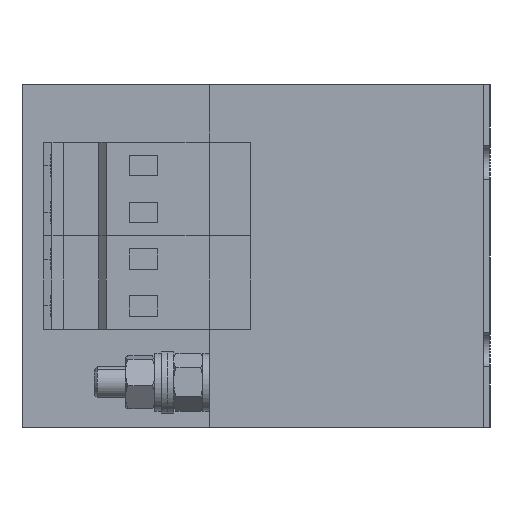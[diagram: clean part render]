
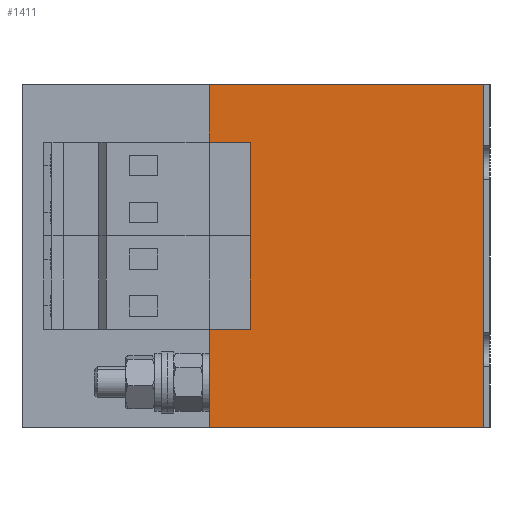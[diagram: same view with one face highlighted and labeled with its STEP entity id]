
A CAD part, left-side view. The second image highlights one B-rep face of the part: STEP entity #1411.
In plain terms, the highlighted planar face has unit normal (-1, 0, 0).
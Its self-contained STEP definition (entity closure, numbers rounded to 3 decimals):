
#93 = EDGE_CURVE ( 'Defeature ausgef�hrt1_1+Defeature ausgef�hrt1_13+Defeature ausgef�hrt1_22+Defeature ausgef�hrt1_57', #2806, #521, #1855, .T. ) ;
#98 = CARTESIAN_POINT ( 'NONE',  ( -110., 0., -27. ) ) ;
#255 = DIRECTION ( 'NONE',  ( 0., 1., 0. ) ) ;
#401 = ORIENTED_EDGE ( 'NONE', *, *, #93, .F. ) ;
#521 = VERTEX_POINT ( 'NONE', #2853 ) ;
#656 = DIRECTION ( 'NONE',  ( 0., 0., 1. ) ) ;
#682 = EDGE_CURVE ( 'Defeature ausgef�hrt1_13+Defeature ausgef�hrt1_5+Defeature ausgef�hrt1_6+Defeature ausgef�hrt1_5', #3175, #6785, #5261, .T. ) ;
#743 = EDGE_CURVE ( 'Defeature ausgef�hrt1_13+Defeature ausgef�hrt1_6+Defeature ausgef�hrt1_6+Defeature ausgef�hrt1_5', #5443, #3175, #5660, .T. ) ;
#941 = VERTEX_POINT ( 'NONE', #6362 ) ;
#1026 = CARTESIAN_POINT ( 'NONE',  ( -110., 37.386, -27. ) ) ;
#1135 = ORIENTED_EDGE ( 'NONE', *, *, #743, .T. ) ;
#1192 = LINE ( 'NONE', #7183, #4415 ) ;
#1318 = CARTESIAN_POINT ( 'NONE',  ( -110., 37.386, -11.25 ) ) ;
#1355 = DIRECTION ( 'NONE',  ( 0., -1., 0. ) ) ;
#1372 = EDGE_CURVE ( 'Defeature ausgef�hrt1_13+Defeature ausgef�hrt1_5+Defeature ausgef�hrt1_5+Defeature ausgef�hrt1_1', #6785, #521, #6781, .T. ) ;
#1402 = LINE ( 'NONE', #4937, #6348 ) ;
#1411 = ADVANCED_FACE ( 'Defeature ausgef�hrt1_13', ( #7190 ), #5181, .T. ) ;
#1595 = AXIS2_PLACEMENT_3D ( 'NONE', #8330, #8388, #656 ) ;
#1770 = CARTESIAN_POINT ( 'NONE',  ( -110., 44., -27. ) ) ;
#1797 = CARTESIAN_POINT ( 'NONE',  ( -110., 37.386, 3.75 ) ) ;
#1855 = LINE ( 'NONE', #1770, #5368 ) ;
#1889 = DIRECTION ( 'NONE',  ( 0., 1., 0. ) ) ;
#1906 = LINE ( 'NONE', #7378, #5317 ) ;
#2249 = VECTOR ( 'NONE', #8163, 1000. ) ;
#2368 = ORIENTED_EDGE ( 'NONE', *, *, #682, .T. ) ;
#2383 = VECTOR ( 'NONE', #4446, 1000. ) ;
#2489 = VECTOR ( 'NONE', #255, 1000. ) ;
#2526 = CARTESIAN_POINT ( 'NONE',  ( -110., 0., -27. ) ) ;
#2605 = EDGE_CURVE ( 'Defeature ausgef�hrt1_13+Defeature ausgef�hrt1_22+Defeature ausgef�hrt1_1+Defeature ausgef�hrt1_12', #2806, #5942, #1906, .T. ) ;
#2806 = VERTEX_POINT ( 'NONE', #3319 ) ;
#2853 = CARTESIAN_POINT ( 'NONE',  ( -110., 44., -11.25 ) ) ;
#3130 = ORIENTED_EDGE ( 'NONE', *, *, #3148, .F. ) ;
#3148 = EDGE_CURVE ( 'Defeature ausgef�hrt1_14+Defeature ausgef�hrt1_13+Defeature ausgef�hrt1_46+Defeature ausgef�hrt1_23', #5405, #941, #1402, .T. ) ;
#3175 = VERTEX_POINT ( 'NONE', #1797 ) ;
#3315 = EDGE_CURVE ( 'Defeature ausgef�hrt1_13+Defeature ausgef�hrt1_12+Defeature ausgef�hrt1_22+Defeature ausgef�hrt1_23', #5942, #6214, #8160, .T. ) ;
#3319 = CARTESIAN_POINT ( 'NONE',  ( -110., 44., -27. ) ) ;
#3325 = ORIENTED_EDGE ( 'NONE', *, *, #3315, .T. ) ;
#3654 = DIRECTION ( 'NONE',  ( 0., 0., 1. ) ) ;
#3805 = EDGE_CURVE ( 'Defeature ausgef�hrt1_6+Defeature ausgef�hrt1_13+Defeature ausgef�hrt1_13+Defeature ausgef�hrt1_45', #5443, #5405, #3897, .T. ) ;
#3897 = LINE ( 'NONE', #5315, #2489 ) ;
#4415 = VECTOR ( 'NONE', #1355, 1000. ) ;
#4446 = DIRECTION ( 'NONE',  ( 0., 0., 1. ) ) ;
#4680 = CARTESIAN_POINT ( 'NONE',  ( -110., 44., 18.75 ) ) ;
#4683 = ORIENTED_EDGE ( 'NONE', *, *, #2605, .T. ) ;
#4730 = ORIENTED_EDGE ( 'NONE', *, *, #1372, .T. ) ;
#4851 = DIRECTION ( 'NONE',  ( 0., -1., 0. ) ) ;
#4937 = CARTESIAN_POINT ( 'NONE',  ( -110., 44., -27. ) ) ;
#5142 = VECTOR ( 'NONE', #1889, 1000. ) ;
#5181 = PLANE ( 'NONE',  #1595 ) ;
#5209 = EDGE_LOOP ( 'NONE', ( #6642, #1135, #2368, #4730, #401, #4683, #3325, #7521, #3130 ) ) ;
#5261 = LINE ( 'NONE', #1026, #2249 ) ;
#5315 = CARTESIAN_POINT ( 'NONE',  ( -110., 44., 18.75 ) ) ;
#5317 = VECTOR ( 'NONE', #4851, 1000. ) ;
#5368 = VECTOR ( 'NONE', #8178, 1000. ) ;
#5404 = DIRECTION ( 'NONE',  ( 0., 0., -1. ) ) ;
#5405 = VERTEX_POINT ( 'NONE', #4680 ) ;
#5443 = VERTEX_POINT ( 'NONE', #5866 ) ;
#5660 = LINE ( 'NONE', #5728, #6286 ) ;
#5728 = CARTESIAN_POINT ( 'NONE',  ( -110., 37.386, -27. ) ) ;
#5866 = CARTESIAN_POINT ( 'NONE',  ( -110., 37.386, 18.75 ) ) ;
#5942 = VERTEX_POINT ( 'NONE', #98 ) ;
#6214 = VERTEX_POINT ( 'NONE', #7353 ) ;
#6286 = VECTOR ( 'NONE', #5404, 1000. ) ;
#6319 = EDGE_CURVE ( 'Defeature ausgef�hrt1_23+Defeature ausgef�hrt1_13+Defeature ausgef�hrt1_14+Defeature ausgef�hrt1_12', #941, #6214, #1192, .T. ) ;
#6348 = VECTOR ( 'NONE', #3654, 1000. ) ;
#6362 = CARTESIAN_POINT ( 'NONE',  ( -110., 44., 28. ) ) ;
#6390 = CARTESIAN_POINT ( 'NONE',  ( -110., 44., -11.25 ) ) ;
#6642 = ORIENTED_EDGE ( 'NONE', *, *, #3805, .F. ) ;
#6781 = LINE ( 'NONE', #6390, #5142 ) ;
#6785 = VERTEX_POINT ( 'NONE', #1318 ) ;
#7183 = CARTESIAN_POINT ( 'NONE',  ( -110., 44., 28. ) ) ;
#7190 = FACE_OUTER_BOUND ( 'NONE', #5209, .T. ) ;
#7353 = CARTESIAN_POINT ( 'NONE',  ( -110., 0., 28. ) ) ;
#7378 = CARTESIAN_POINT ( 'NONE',  ( -110., 44., -27. ) ) ;
#7521 = ORIENTED_EDGE ( 'NONE', *, *, #6319, .F. ) ;
#8160 = LINE ( 'NONE', #2526, #2383 ) ;
#8163 = DIRECTION ( 'NONE',  ( 0., 0., -1. ) ) ;
#8178 = DIRECTION ( 'NONE',  ( 0., 0., 1. ) ) ;
#8330 = CARTESIAN_POINT ( 'NONE',  ( -110., 44., -27. ) ) ;
#8388 = DIRECTION ( 'NONE',  ( -1., 0., 0. ) ) ;
